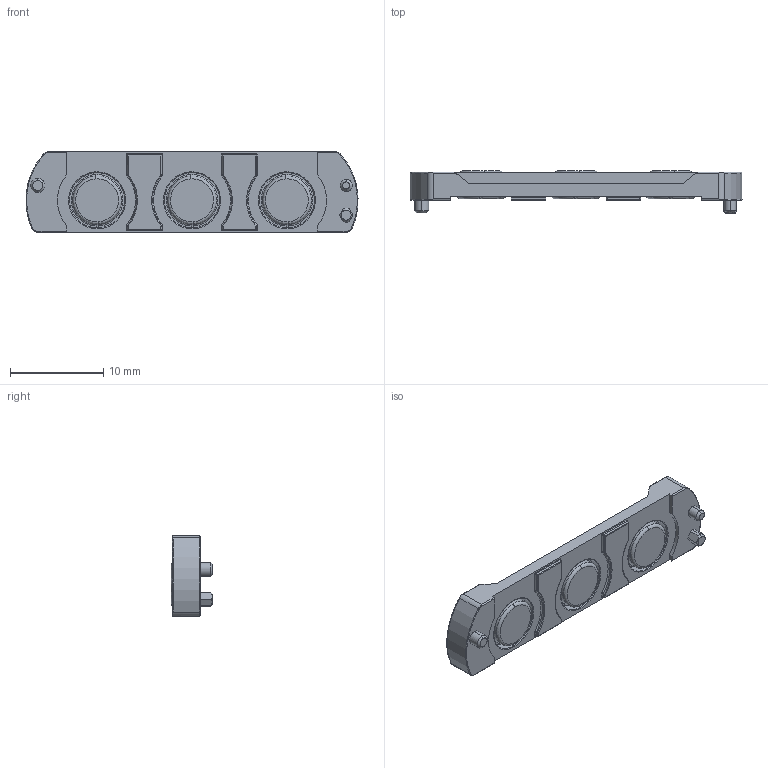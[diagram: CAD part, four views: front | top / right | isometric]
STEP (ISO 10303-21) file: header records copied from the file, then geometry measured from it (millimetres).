
FILE_DESCRIPTION (( 'STEP AP214' ), '1' );
FILE_NAME ('22103-22104-16025-18761-Output.STEP', '2012-08-16T15:45:42', ( 'Vicor User' ), ( 'Microsoft' ), 'SwSTEP 2.0', 'SolidWorks 2012', '' );
FILE_SCHEMA (( 'AUTOMOTIVE_DESIGN' ));
Length unit declared in the file: inch
Products named in the file (1): 22103-22104-16025-18761-Output
Bounding box: 35.54 x 4.5 x 8.64 mm (x, y, z)
Volume: 632.9 mm3; surface area: 1532.1 mm2
Topology: 1 solids, 1 shells, 551 faces, 1426 edges, 903 vertices
Faces by surface type: bspline 237, plane 122, cylinder 117, cone 75
Entity records: 31118 total; most frequent: CARTESIAN_POINT 12129, ORIENTED_EDGE 2840, DIRECTION 1994, EDGE_CURVE 1420, VERTEX_POINT 903, AXIS2_PLACEMENT_3D 827, EDGE_LOOP 583, UNCERTAINTY_MEASURE_WITH_UNIT 554
